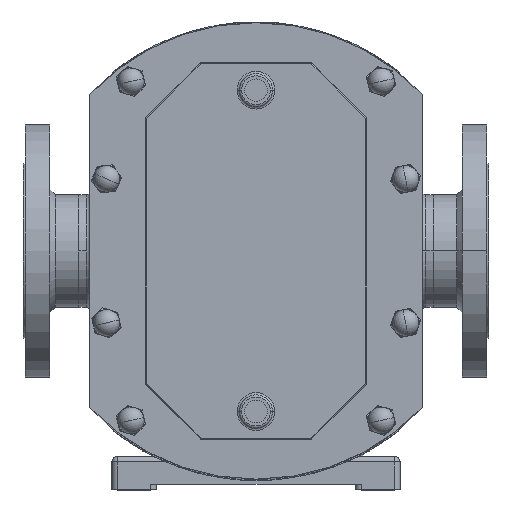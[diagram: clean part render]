
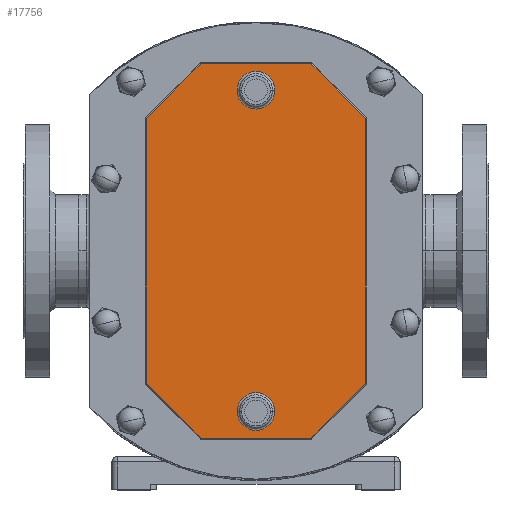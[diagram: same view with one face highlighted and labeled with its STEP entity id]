
A CAD part, top view. The second image highlights one B-rep face of the part: STEP entity #17756.
In plain terms, the highlighted planar face has unit normal (0, 0, 1).
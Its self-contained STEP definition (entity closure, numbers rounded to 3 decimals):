
#755 = EDGE_CURVE ( 'NONE', #38506, #21417, #29051, .T. ) ;
#1721 = VECTOR ( 'NONE', #6365, 1000. ) ;
#2161 = VERTEX_POINT ( 'NONE', #36291 ) ;
#2310 = CARTESIAN_POINT ( 'NONE',  ( 99., 119.586, 20. ) ) ;
#3006 = AXIS2_PLACEMENT_3D ( 'NONE', #13619, #26589, #37056 ) ;
#3446 = DIRECTION ( 'NONE',  ( 0., 0., -1. ) ) ;
#3705 = CARTESIAN_POINT ( 'NONE',  ( -49.293, -169.293, 20. ) ) ;
#4727 = DIRECTION ( 'NONE',  ( 0., 1., 0. ) ) ;
#5421 = ORIENTED_EDGE ( 'NONE', *, *, #40365, .T. ) ;
#5686 = LINE ( 'NONE', #26054, #35914 ) ;
#5883 = DIRECTION ( 'NONE',  ( 0., 0., -1. ) ) ;
#6014 = CIRCLE ( 'NONE', #33280, 17. ) ;
#6194 = ORIENTED_EDGE ( 'NONE', *, *, #30244, .T. ) ;
#6284 = VECTOR ( 'NONE', #13978, 1000. ) ;
#6365 = DIRECTION ( 'NONE',  ( 1., 0., 0. ) ) ;
#6746 = CARTESIAN_POINT ( 'NONE',  ( -99., -119.586, 20. ) ) ;
#6878 = VECTOR ( 'NONE', #4727, 1000. ) ;
#6962 = CARTESIAN_POINT ( 'NONE',  ( -17., 145., 20. ) ) ;
#6973 = EDGE_CURVE ( 'NONE', #31072, #39299, #6014, .T. ) ;
#7938 = LINE ( 'NONE', #34686, #32812 ) ;
#8394 = VERTEX_POINT ( 'NONE', #21529 ) ;
#8650 = ORIENTED_EDGE ( 'NONE', *, *, #35393, .T. ) ;
#9022 = LINE ( 'NONE', #42086, #1721 ) ;
#9591 = VERTEX_POINT ( 'NONE', #25015 ) ;
#9632 = CARTESIAN_POINT ( 'NONE',  ( -17., -145., 20. ) ) ;
#11450 = ORIENTED_EDGE ( 'NONE', *, *, #32324, .T. ) ;
#11482 = CARTESIAN_POINT ( 'NONE',  ( 99., 120., 20. ) ) ;
#11943 = EDGE_CURVE ( 'NONE', #9591, #31489, #32498, .T. ) ;
#12783 = CARTESIAN_POINT ( 'NONE',  ( -49.586, 169., 20. ) ) ;
#13559 = CARTESIAN_POINT ( 'NONE',  ( 0., -145., 20. ) ) ;
#13619 = CARTESIAN_POINT ( 'NONE',  ( 0., 0., 20. ) ) ;
#13978 = DIRECTION ( 'NONE',  ( 0.707, -0.707, 0. ) ) ;
#15132 = ORIENTED_EDGE ( 'NONE', *, *, #755, .T. ) ;
#16890 = CARTESIAN_POINT ( 'NONE',  ( 17., -145., 20. ) ) ;
#16910 = ORIENTED_EDGE ( 'NONE', *, *, #38326, .T. ) ;
#16922 = PLANE ( 'NONE',  #3006 ) ;
#17229 = DIRECTION ( 'NONE',  ( 1., 0., 0. ) ) ;
#17676 = CIRCLE ( 'NONE', #21192, 17. ) ;
#17756 = ADVANCED_FACE ( 'NONE', ( #19576, #33134, #36620 ), #16922, .T. ) ;
#19015 = VECTOR ( 'NONE', #21875, 1000. ) ;
#19266 = AXIS2_PLACEMENT_3D ( 'NONE', #24285, #37606, #28203 ) ;
#19576 = FACE_BOUND ( 'NONE', #33763, .T. ) ;
#19640 = ORIENTED_EDGE ( 'NONE', *, *, #11943, .T. ) ;
#19764 = ORIENTED_EDGE ( 'NONE', *, *, #6973, .T. ) ;
#20275 = EDGE_LOOP ( 'NONE', ( #29473, #37510, #11450, #6194, #42263, #19640, #36831, #8650 ) ) ;
#20672 = EDGE_CURVE ( 'NONE', #25938, #22103, #34287, .T. ) ;
#20776 = CARTESIAN_POINT ( 'NONE',  ( 99., -119.586, 20. ) ) ;
#21192 = AXIS2_PLACEMENT_3D ( 'NONE', #36495, #3446, #17229 ) ;
#21417 = VERTEX_POINT ( 'NONE', #6962 ) ;
#21472 = CIRCLE ( 'NONE', #37499, 17. ) ;
#21529 = CARTESIAN_POINT ( 'NONE',  ( -49.586, -169., 20. ) ) ;
#21875 = DIRECTION ( 'NONE',  ( -0.707, 0.707, 0. ) ) ;
#22103 = VERTEX_POINT ( 'NONE', #2310 ) ;
#22137 = DIRECTION ( 'NONE',  ( 1., 0., 0. ) ) ;
#23362 = LINE ( 'NONE', #29501, #35367 ) ;
#23446 = VECTOR ( 'NONE', #43223, 1000. ) ;
#23485 = EDGE_CURVE ( 'NONE', #31489, #8394, #30858, .T. ) ;
#24285 = CARTESIAN_POINT ( 'NONE',  ( 0., 145., 20. ) ) ;
#25015 = CARTESIAN_POINT ( 'NONE',  ( -99., 119.586, 20. ) ) ;
#25938 = VERTEX_POINT ( 'NONE', #20776 ) ;
#26054 = CARTESIAN_POINT ( 'NONE',  ( -99.293, 119.293, 20. ) ) ;
#26297 = EDGE_CURVE ( 'NONE', #30806, #25938, #7938, .T. ) ;
#26589 = DIRECTION ( 'NONE',  ( 0., 0., 1. ) ) ;
#28203 = DIRECTION ( 'NONE',  ( 1., 0., 0. ) ) ;
#29051 = CIRCLE ( 'NONE', #19266, 17. ) ;
#29473 = ORIENTED_EDGE ( 'NONE', *, *, #26297, .T. ) ;
#29501 = CARTESIAN_POINT ( 'NONE',  ( -50., 169., 20. ) ) ;
#29781 = DIRECTION ( 'NONE',  ( -0.707, -0.707, 0. ) ) ;
#30169 = DIRECTION ( 'NONE',  ( 0.707, 0.707, 0. ) ) ;
#30244 = EDGE_CURVE ( 'NONE', #2161, #37643, #23362, .T. ) ;
#30806 = VERTEX_POINT ( 'NONE', #35323 ) ;
#30858 = LINE ( 'NONE', #3705, #6284 ) ;
#31072 = VERTEX_POINT ( 'NONE', #16890 ) ;
#31489 = VERTEX_POINT ( 'NONE', #6746 ) ;
#32324 = EDGE_CURVE ( 'NONE', #22103, #2161, #37616, .T. ) ;
#32498 = LINE ( 'NONE', #39266, #23446 ) ;
#32812 = VECTOR ( 'NONE', #30169, 1000. ) ;
#33134 = FACE_BOUND ( 'NONE', #34927, .T. ) ;
#33280 = AXIS2_PLACEMENT_3D ( 'NONE', #13559, #43158, #36779 ) ;
#33763 = EDGE_LOOP ( 'NONE', ( #19764, #16910 ) ) ;
#34287 = LINE ( 'NONE', #11482, #6878 ) ;
#34555 = CARTESIAN_POINT ( 'NONE',  ( 49.293, 169.293, 20. ) ) ;
#34686 = CARTESIAN_POINT ( 'NONE',  ( 99.293, -119.293, 20. ) ) ;
#34927 = EDGE_LOOP ( 'NONE', ( #15132, #5421 ) ) ;
#35323 = CARTESIAN_POINT ( 'NONE',  ( 49.586, -169., 20. ) ) ;
#35367 = VECTOR ( 'NONE', #36282, 1000. ) ;
#35393 = EDGE_CURVE ( 'NONE', #8394, #30806, #9022, .T. ) ;
#35821 = CARTESIAN_POINT ( 'NONE',  ( 17., 145., 20. ) ) ;
#35914 = VECTOR ( 'NONE', #29781, 1000. ) ;
#36282 = DIRECTION ( 'NONE',  ( -1., 0., 0. ) ) ;
#36291 = CARTESIAN_POINT ( 'NONE',  ( 49.586, 169., 20. ) ) ;
#36495 = CARTESIAN_POINT ( 'NONE',  ( 0., -145., 20. ) ) ;
#36620 = FACE_OUTER_BOUND ( 'NONE', #20275, .T. ) ;
#36779 = DIRECTION ( 'NONE',  ( 1., 0., 0. ) ) ;
#36831 = ORIENTED_EDGE ( 'NONE', *, *, #23485, .T. ) ;
#37032 = EDGE_CURVE ( 'NONE', #37643, #9591, #5686, .T. ) ;
#37056 = DIRECTION ( 'NONE',  ( 1., 0., 0. ) ) ;
#37499 = AXIS2_PLACEMENT_3D ( 'NONE', #42242, #5883, #22137 ) ;
#37510 = ORIENTED_EDGE ( 'NONE', *, *, #20672, .T. ) ;
#37606 = DIRECTION ( 'NONE',  ( 0., 0., -1. ) ) ;
#37616 = LINE ( 'NONE', #34555, #19015 ) ;
#37643 = VERTEX_POINT ( 'NONE', #12783 ) ;
#38326 = EDGE_CURVE ( 'NONE', #39299, #31072, #17676, .T. ) ;
#38506 = VERTEX_POINT ( 'NONE', #35821 ) ;
#39266 = CARTESIAN_POINT ( 'NONE',  ( -99., -120., 20. ) ) ;
#39299 = VERTEX_POINT ( 'NONE', #9632 ) ;
#40365 = EDGE_CURVE ( 'NONE', #21417, #38506, #21472, .T. ) ;
#42086 = CARTESIAN_POINT ( 'NONE',  ( 50., -169., 20. ) ) ;
#42242 = CARTESIAN_POINT ( 'NONE',  ( 0., 145., 20. ) ) ;
#42263 = ORIENTED_EDGE ( 'NONE', *, *, #37032, .T. ) ;
#43158 = DIRECTION ( 'NONE',  ( 0., 0., -1. ) ) ;
#43223 = DIRECTION ( 'NONE',  ( 0., -1., 0. ) ) ;
